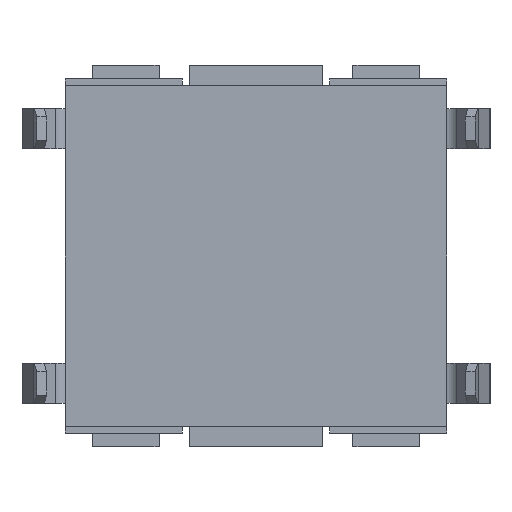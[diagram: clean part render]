
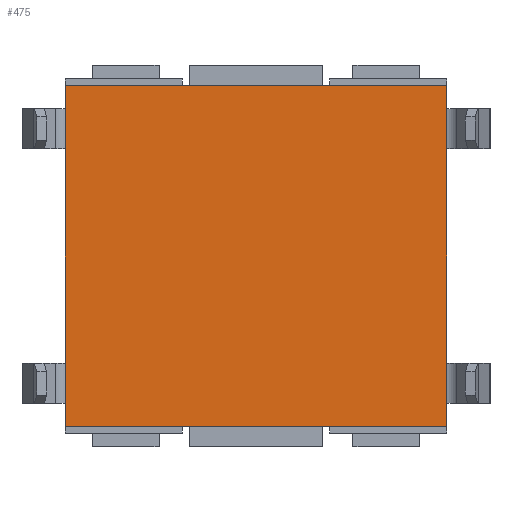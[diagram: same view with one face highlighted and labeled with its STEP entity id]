
A CAD part, front view. The second image highlights one B-rep face of the part: STEP entity #475.
In plain terms, the highlighted planar face has unit normal (0, -1, 0).
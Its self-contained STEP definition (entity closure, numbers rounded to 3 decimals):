
#143 = EDGE_CURVE ( 'NONE', #322, #151, #4498, .T. ) ;
#151 = VERTEX_POINT ( 'NONE', #3534 ) ;
#207 = EDGE_CURVE ( 'NONE', #151, #310, #4649, .T. ) ;
#260 = EDGE_CURVE ( 'NONE', #322, #313, #4828, .T. ) ;
#310 = VERTEX_POINT ( 'NONE', #1281 ) ;
#312 = EDGE_CURVE ( 'NONE', #310, #313, #984, .T. ) ;
#313 = VERTEX_POINT ( 'NONE', #748 ) ;
#322 = VERTEX_POINT ( 'NONE', #752 ) ;
#356 = ORIENTED_EDGE ( 'NONE', *, *, #207, .F. ) ;
#357 = ORIENTED_EDGE ( 'NONE', *, *, #143, .F. ) ;
#475 = ADVANCED_FACE ( 'NONE', ( #4602 ), #4597, .T. ) ;
#476 = EDGE_LOOP ( 'NONE', ( #477, #478, #356, #357 ) ) ;
#477 = ORIENTED_EDGE ( 'NONE', *, *, #260, .T. ) ;
#478 = ORIENTED_EDGE ( 'NONE', *, *, #312, .F. ) ;
#748 = CARTESIAN_POINT ( 'NONE',  ( 5.7, 0., -5.1 ) ) ;
#752 = CARTESIAN_POINT ( 'NONE',  ( -5.7, 0., -5.1 ) ) ;
#981 = VECTOR ( 'NONE', #982, 1000. ) ;
#982 = DIRECTION ( 'NONE',  ( 0., 0., -1. ) ) ;
#983 = CARTESIAN_POINT ( 'NONE',  ( 5.7, 0., 0. ) ) ;
#984 = LINE ( 'NONE', #983, #981 ) ;
#1281 = CARTESIAN_POINT ( 'NONE',  ( 5.7, 0., 5.1 ) ) ;
#3534 = CARTESIAN_POINT ( 'NONE',  ( -5.7, 0., 5.1 ) ) ;
#4495 = DIRECTION ( 'NONE',  ( 0., 0., 1. ) ) ;
#4496 = VECTOR ( 'NONE', #4495, 1000. ) ;
#4497 = CARTESIAN_POINT ( 'NONE',  ( -5.7, 0., 0. ) ) ;
#4498 = LINE ( 'NONE', #4497, #4496 ) ;
#4591 = DIRECTION ( 'NONE',  ( 0., 0., -1. ) ) ;
#4592 = DIRECTION ( 'NONE',  ( 0., -1., 0. ) ) ;
#4593 = CARTESIAN_POINT ( 'NONE',  ( 5.7, 0., 5.1 ) ) ;
#4596 = AXIS2_PLACEMENT_3D ( 'NONE', #4593, #4592, #4591 ) ;
#4597 = PLANE ( 'NONE',  #4596 ) ;
#4602 = FACE_OUTER_BOUND ( 'NONE', #476, .T. ) ;
#4646 = DIRECTION ( 'NONE',  ( 1., 0., 0. ) ) ;
#4647 = VECTOR ( 'NONE', #4646, 1000. ) ;
#4648 = CARTESIAN_POINT ( 'NONE',  ( 5.7, 0., 5.1 ) ) ;
#4649 = LINE ( 'NONE', #4648, #4647 ) ;
#4809 = DIRECTION ( 'NONE',  ( 1., 0., 0. ) ) ;
#4826 = VECTOR ( 'NONE', #4809, 1000. ) ;
#4827 = CARTESIAN_POINT ( 'NONE',  ( -5.7, 0., -5.1 ) ) ;
#4828 = LINE ( 'NONE', #4827, #4826 ) ;
